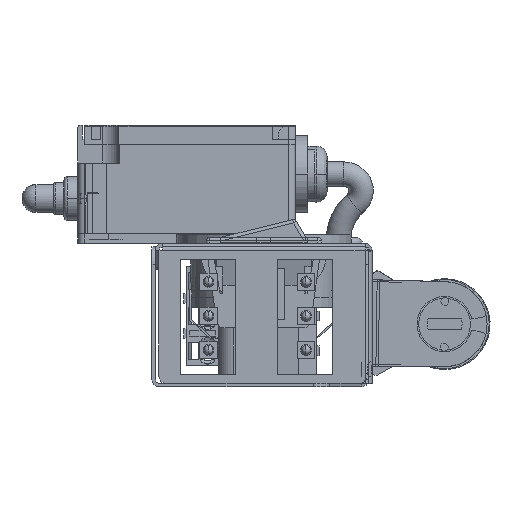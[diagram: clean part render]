
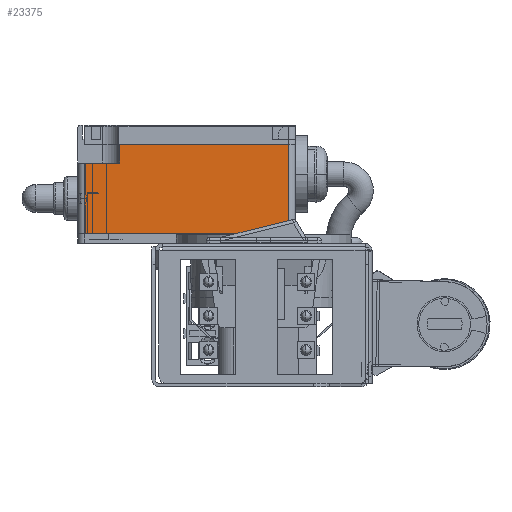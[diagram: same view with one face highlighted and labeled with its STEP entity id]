
A CAD part, left-side view. The second image highlights one B-rep face of the part: STEP entity #23375.
In plain terms, the highlighted face is planar.
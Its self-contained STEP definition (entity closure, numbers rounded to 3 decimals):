
#2163=LINE('',#37769,#4412);
#2172=LINE('',#37807,#4421);
#2173=LINE('',#37810,#4422);
#2198=LINE('',#37996,#4447);
#2247=LINE('',#38109,#4496);
#2248=LINE('',#38111,#4497);
#4412=VECTOR('',#30220,58.3);
#4421=VECTOR('',#30253,20.2);
#4422=VECTOR('',#30256,10.);
#4447=VECTOR('',#30353,48.3);
#4496=VECTOR('',#30460,25.5);
#4497=VECTOR('',#30463,5.3);
#5825=PLANE('',#25273);
#7082=FACE_OUTER_BOUND('',#8513,.T.);
#8513=EDGE_LOOP('',(#19736,#19737,#19738,#19739,#19740,#19741));
#11341=VERTEX_POINT('',#37766);
#11342=VERTEX_POINT('',#37768);
#11359=VERTEX_POINT('',#37805);
#11360=VERTEX_POINT('',#37809);
#11394=VERTEX_POINT('',#37993);
#11395=VERTEX_POINT('',#37995);
#14191=EDGE_CURVE('',#11342,#11341,#2163,.T.);
#14211=EDGE_CURVE('',#11359,#11342,#2172,.T.);
#14212=EDGE_CURVE('',#11359,#11360,#2173,.T.);
#14264=EDGE_CURVE('',#11395,#11394,#2198,.T.);
#14323=EDGE_CURVE('',#11341,#11395,#2247,.T.);
#14324=EDGE_CURVE('',#11360,#11394,#2248,.T.);
#19736=ORIENTED_EDGE('',*,*,#14264,.T.);
#19737=ORIENTED_EDGE('',*,*,#14324,.F.);
#19738=ORIENTED_EDGE('',*,*,#14212,.F.);
#19739=ORIENTED_EDGE('',*,*,#14211,.T.);
#19740=ORIENTED_EDGE('',*,*,#14191,.T.);
#19741=ORIENTED_EDGE('',*,*,#14323,.T.);
#23375=ADVANCED_FACE('',(#7082),#5825,.T.);
#25273=AXIS2_PLACEMENT_3D('',#38110,#30461,#30462);
#30220=DIRECTION('',(-1.,0.,0.));
#30253=DIRECTION('',(0.,0.,-1.));
#30256=DIRECTION('',(-1.,0.,0.));
#30353=DIRECTION('',(1.,0.,0.));
#30460=DIRECTION('',(0.,0.,1.));
#30461=DIRECTION('center_axis',(0.,1.,0.));
#30462=DIRECTION('ref_axis',(0.,0.,1.));
#30463=DIRECTION('',(0.,0.,1.));
#37766=CARTESIAN_POINT('',(2.,15.25,0.));
#37768=CARTESIAN_POINT('',(60.3,15.25,0.));
#37769=CARTESIAN_POINT('',(60.3,15.25,0.));
#37805=CARTESIAN_POINT('',(60.3,15.25,20.2));
#37807=CARTESIAN_POINT('',(60.3,15.25,20.2));
#37809=CARTESIAN_POINT('',(50.3,15.25,20.2));
#37810=CARTESIAN_POINT('',(60.3,15.25,20.2));
#37993=CARTESIAN_POINT('',(50.3,15.25,25.5));
#37995=CARTESIAN_POINT('',(2.,15.25,25.5));
#37996=CARTESIAN_POINT('',(2.,15.25,25.5));
#38109=CARTESIAN_POINT('',(2.,15.25,0.));
#38110=CARTESIAN_POINT('Origin',(-0.915,15.25,26.775));
#38111=CARTESIAN_POINT('',(50.3,15.25,20.2));
